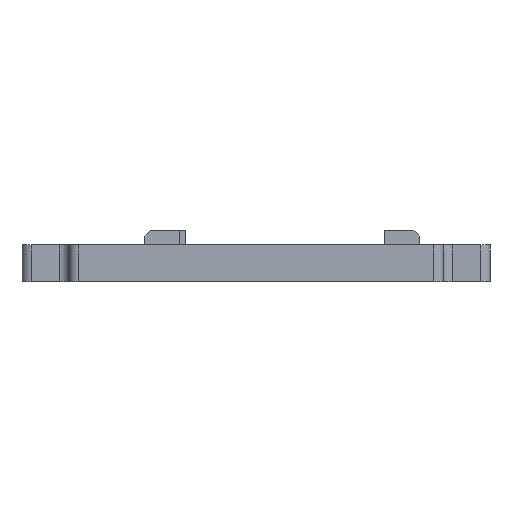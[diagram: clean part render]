
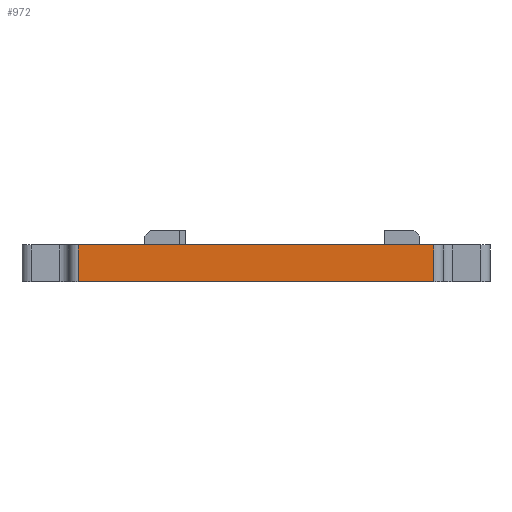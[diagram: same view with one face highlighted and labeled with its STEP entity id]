
A CAD part, left-side view. The second image highlights one B-rep face of the part: STEP entity #972.
In plain terms, the highlighted planar face has unit normal (-1, 0, 0).
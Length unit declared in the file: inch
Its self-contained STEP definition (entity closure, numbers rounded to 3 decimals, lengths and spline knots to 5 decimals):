
#33=PLANE('',#1046);
#74=FACE_OUTER_BOUND('',#132,.T.);
#132=EDGE_LOOP('',(#681,#682,#683,#684));
#207=LINE('',#1435,#309);
#209=LINE('',#1441,#311);
#210=LINE('',#1443,#312);
#211=LINE('',#1444,#313);
#309=VECTOR('',#1143,0.3937);
#311=VECTOR('',#1149,0.3937);
#312=VECTOR('',#1150,0.3937);
#313=VECTOR('',#1151,0.3937);
#448=VERTEX_POINT('',#1432);
#449=VERTEX_POINT('',#1434);
#451=VERTEX_POINT('',#1440);
#452=VERTEX_POINT('',#1442);
#540=EDGE_CURVE('',#448,#449,#207,.T.);
#543=EDGE_CURVE('',#451,#448,#209,.T.);
#544=EDGE_CURVE('',#452,#451,#210,.T.);
#545=EDGE_CURVE('',#449,#452,#211,.T.);
#681=ORIENTED_EDGE('',*,*,#540,.F.);
#682=ORIENTED_EDGE('',*,*,#543,.F.);
#683=ORIENTED_EDGE('',*,*,#544,.F.);
#684=ORIENTED_EDGE('',*,*,#545,.F.);
#972=ADVANCED_FACE('',(#74),#33,.T.);
#1046=AXIS2_PLACEMENT_3D('',#1439,#1147,#1148);
#1143=DIRECTION('',(0.,0.,-1.));
#1147=DIRECTION('center_axis',(-1.,0.,0.));
#1148=DIRECTION('ref_axis',(0.,-1.,0.));
#1149=DIRECTION('',(0.,-1.,0.));
#1150=DIRECTION('',(0.,0.,1.));
#1151=DIRECTION('',(0.,1.,0.));
#1432=CARTESIAN_POINT('',(-1.3,-1.52126,0.31496));
#1434=CARTESIAN_POINT('',(-1.3,-1.52126,0.));
#1435=CARTESIAN_POINT('',(-1.3,-1.52126,0.));
#1439=CARTESIAN_POINT('Origin',(-1.3,1.6,0.));
#1440=CARTESIAN_POINT('',(-1.3,1.52126,0.31496));
#1441=CARTESIAN_POINT('',(-1.3,-1.6,0.31496));
#1442=CARTESIAN_POINT('',(-1.3,1.52126,0.));
#1443=CARTESIAN_POINT('',(-1.3,1.52126,0.));
#1444=CARTESIAN_POINT('',(-1.3,-1.6,0.));
